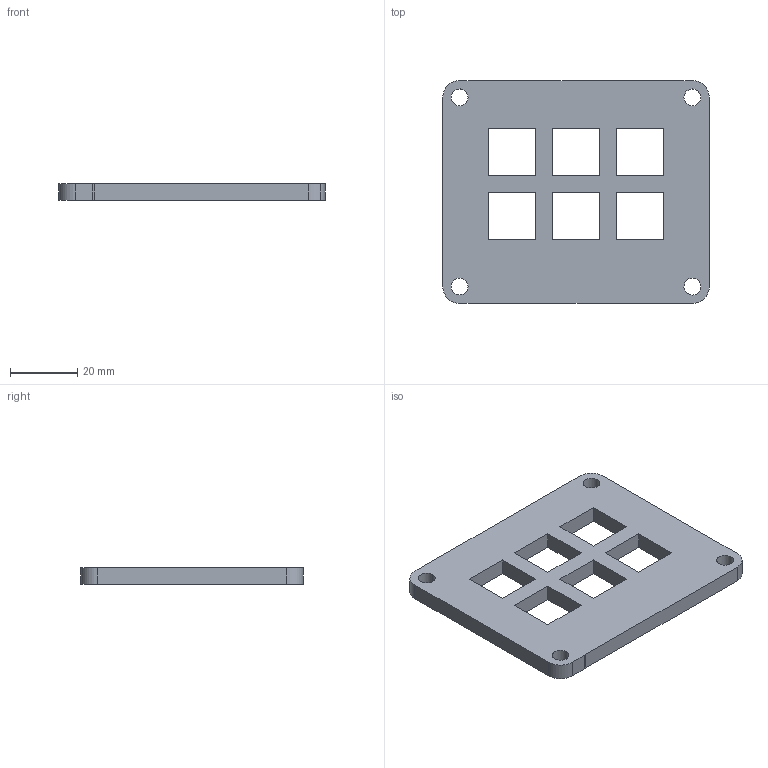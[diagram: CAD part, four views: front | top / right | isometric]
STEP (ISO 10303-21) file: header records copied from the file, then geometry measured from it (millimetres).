
FILE_DESCRIPTION(/* description */ (''),/* implementation_level */ '2;1');
FILE_NAME(/* name */ 'MiddlePCBCase2.step',/* time_stamp */ '2024-07-20T15:30:41-05:00',/* author */ (''),/* organization */ (''),/* preprocessor_version */ 'ST-DEVELOPER v20',/* originating_system */ 'Autodesk Translation Framework v13.14.0.145',/* authorisation */ '');
FILE_SCHEMA (('AUTOMOTIVE_DESIGN { 1 0 10303 214 3 1 1 }'));
Length unit declared in the file: millimetre
Products named in the file (1): FusionComponent
Bounding box: 79.16 x 66.2 x 4.95 mm (x, y, z)
Volume: 19619.2 mm3; surface area: 11298.3 mm2
Topology: 1 solids, 1 shells, 48 faces, 138 edges, 92 vertices
Faces by surface type: plane 36, cylinder 12
Full cylindrical faces by diameter (mm): 5.01 x1
Entity records: 1639 total; most frequent: CARTESIAN_POINT 279, ORIENTED_EDGE 276, DIRECTION 260, EDGE_CURVE 138, LINE 114, VECTOR 114, VERTEX_POINT 92, AXIS2_PLACEMENT_3D 73
